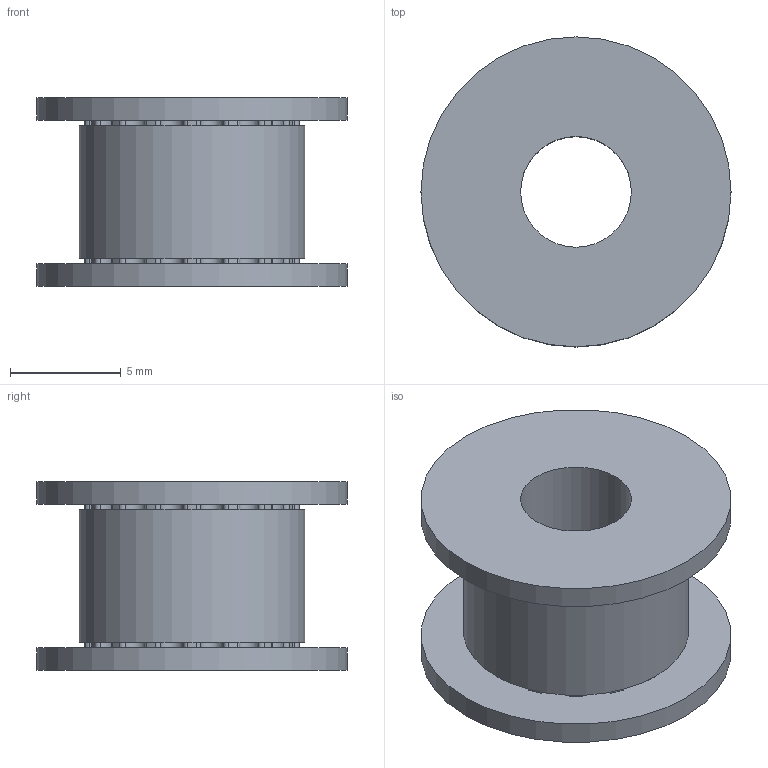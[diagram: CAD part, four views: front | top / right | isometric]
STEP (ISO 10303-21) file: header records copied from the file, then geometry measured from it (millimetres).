
FILE_DESCRIPTION(/* description */ (''),/* implementation_level */ '2;1');
FILE_NAME(/* name */ 'R_MOTOR_PULLEY.stp',/* time_stamp */ '2022-07-20T21:19:41+09:00',/* author */ (''),/* organization */ (''),/* preprocessor_version */ 'ST-DEVELOPER v16.7',/* originating_system */ '',/* authorisation */ '');
FILE_SCHEMA (('AUTOMOTIVE_DESIGN { 1 0 10303 214 3 1 1 1 }'));
Length unit declared in the file: millimetre
Products named in the file (1): R_MOTOR_PULLEY
Bounding box: 14 x 14 x 8.5 mm (x, y, z)
Volume: 549.1 mm3; surface area: 1143.9 mm2
Topology: 1 solids, 2 shells, 72 faces, 204 edges, 137 vertices
Faces by surface type: cylinder 68, plane 4
Full cylindrical faces by diameter (mm): 5 x1, 10.186 x1, 14 x2
Entity records: 2469 total; most frequent: DIRECTION 484, CARTESIAN_POINT 411, ORIENTED_EDGE 398, AXIS2_PLACEMENT_3D 210, EDGE_CURVE 200, VERTEX_POINT 136, CIRCLE 136, EDGE_LOOP 80
